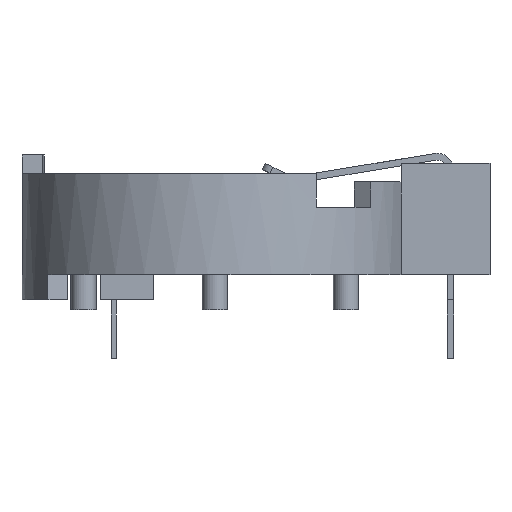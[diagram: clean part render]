
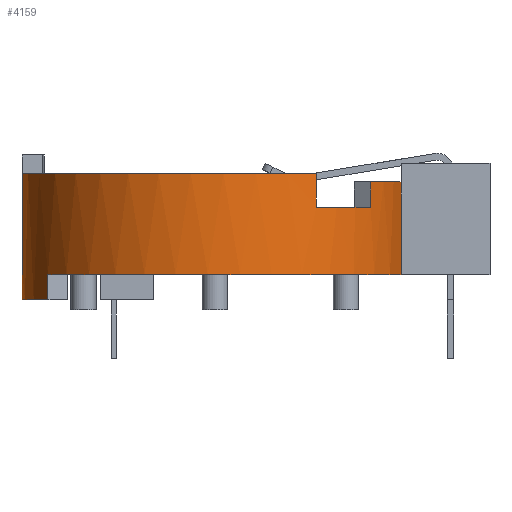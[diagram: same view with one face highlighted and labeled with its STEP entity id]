
A CAD part, front view. The second image highlights one B-rep face of the part: STEP entity #4159.
In plain terms, the highlighted cylindrical face has radius 11.45 mm (diameter 22.9 mm), a partial arc.
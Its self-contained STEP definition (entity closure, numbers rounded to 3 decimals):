
#38 = VERTEX_POINT ( 'NONE', #3511 ) ;
#188 = DIRECTION ( 'NONE',  ( 0., 0., -1. ) ) ;
#334 = ORIENTED_EDGE ( 'NONE', *, *, #2737, .T. ) ;
#617 = DIRECTION ( 'NONE',  ( 0., 0., 1. ) ) ;
#704 = VECTOR ( 'NONE', #10537, 1000. ) ;
#792 = CIRCLE ( 'NONE', #12187, 11.45 ) ;
#831 = ORIENTED_EDGE ( 'NONE', *, *, #15923, .T. ) ;
#1008 = AXIS2_PLACEMENT_3D ( 'NONE', #5007, #10309, #11725 ) ;
#1123 = EDGE_CURVE ( 'NONE', #17347, #8604, #12644, .T. ) ;
#1192 = CIRCLE ( 'NONE', #2338, 11.45 ) ;
#1305 = VECTOR ( 'NONE', #2872, 1000. ) ;
#1328 = CARTESIAN_POINT ( 'NONE',  ( 6.822, -6.718, 5.5 ) ) ;
#1678 = AXIS2_PLACEMENT_3D ( 'NONE', #5807, #6204, #11688 ) ;
#1681 = LINE ( 'NONE', #5712, #14120 ) ;
#1990 = VECTOR ( 'NONE', #4692, 1000. ) ;
#2036 = CARTESIAN_POINT ( 'NONE',  ( -13.9, 0., -1.5 ) ) ;
#2338 = AXIS2_PLACEMENT_3D ( 'NONE', #12512, #15052, #13957 ) ;
#2502 = CARTESIAN_POINT ( 'NONE',  ( -2.45, 0., 0. ) ) ;
#2608 = VERTEX_POINT ( 'NONE', #11322 ) ;
#2737 = EDGE_CURVE ( 'NONE', #10544, #15292, #11281, .T. ) ;
#2811 = AXIS2_PLACEMENT_3D ( 'NONE', #3715, #16174, #11777 ) ;
#2823 = DIRECTION ( 'NONE',  ( 0., 0., 1. ) ) ;
#2872 = DIRECTION ( 'NONE',  ( 0., 0., 1. ) ) ;
#3010 = CARTESIAN_POINT ( 'NONE',  ( -12.361, -5.734, 0. ) ) ;
#3080 = EDGE_CURVE ( 'NONE', #2608, #12120, #1192, .T. ) ;
#3198 = CARTESIAN_POINT ( 'NONE',  ( -12.361, -5.734, -1.5 ) ) ;
#3275 = AXIS2_PLACEMENT_3D ( 'NONE', #6784, #4402, #8377 ) ;
#3322 = ORIENTED_EDGE ( 'NONE', *, *, #11326, .T. ) ;
#3511 = CARTESIAN_POINT ( 'NONE',  ( -13.894, -0.356, 7.1 ) ) ;
#3715 = CARTESIAN_POINT ( 'NONE',  ( -2.45, 0., 2. ) ) ;
#3873 = VERTEX_POINT ( 'NONE', #2036 ) ;
#4018 = CARTESIAN_POINT ( 'NONE',  ( -13.86, -0.956, 0. ) ) ;
#4030 = EDGE_CURVE ( 'NONE', #10544, #3873, #12163, .T. ) ;
#4148 = ORIENTED_EDGE ( 'NONE', *, *, #8562, .F. ) ;
#4159 = ADVANCED_FACE ( 'NONE', ( #6465 ), #5326, .T. ) ;
#4402 = DIRECTION ( 'NONE',  ( 0., 0., 1. ) ) ;
#4580 = VERTEX_POINT ( 'NONE', #7487 ) ;
#4592 = ORIENTED_EDGE ( 'NONE', *, *, #6083, .F. ) ;
#4692 = DIRECTION ( 'NONE',  ( 0., 0., 1. ) ) ;
#4785 = ORIENTED_EDGE ( 'NONE', *, *, #3080, .F. ) ;
#4809 = VECTOR ( 'NONE', #5828, 1000. ) ;
#5007 = CARTESIAN_POINT ( 'NONE',  ( -2.45, 0., 5.5 ) ) ;
#5191 = DIRECTION ( 'NONE',  ( -1., 0., 0. ) ) ;
#5326 = CYLINDRICAL_SURFACE ( 'NONE', #2811, 11.45 ) ;
#5603 = CARTESIAN_POINT ( 'NONE',  ( -2.45, 0., 7.1 ) ) ;
#5654 = CARTESIAN_POINT ( 'NONE',  ( 8.613, -2.95, 5.5 ) ) ;
#5671 = CARTESIAN_POINT ( 'NONE',  ( 3.59, -9.727, 6. ) ) ;
#5707 = ORIENTED_EDGE ( 'NONE', *, *, #4030, .F. ) ;
#5712 = CARTESIAN_POINT ( 'NONE',  ( 6.822, -6.718, 4. ) ) ;
#5807 = CARTESIAN_POINT ( 'NONE',  ( -2.45, 0., -1.5 ) ) ;
#5828 = DIRECTION ( 'NONE',  ( 0., 0., -1. ) ) ;
#6043 = CIRCLE ( 'NONE', #11693, 11.45 ) ;
#6083 = EDGE_CURVE ( 'NONE', #16022, #38, #792, .T. ) ;
#6204 = DIRECTION ( 'NONE',  ( 0., 0., -1. ) ) ;
#6291 = ORIENTED_EDGE ( 'NONE', *, *, #7395, .F. ) ;
#6465 = FACE_OUTER_BOUND ( 'NONE', #15252, .T. ) ;
#6784 = CARTESIAN_POINT ( 'NONE',  ( -2.45, 0., 6. ) ) ;
#6855 = ORIENTED_EDGE ( 'NONE', *, *, #1123, .T. ) ;
#6912 = CARTESIAN_POINT ( 'NONE',  ( -13.86, -0.956, 2. ) ) ;
#7046 = DIRECTION ( 'NONE',  ( 0., 0., 1. ) ) ;
#7188 = ORIENTED_EDGE ( 'NONE', *, *, #16984, .F. ) ;
#7395 = EDGE_CURVE ( 'NONE', #3873, #16805, #11155, .T. ) ;
#7435 = EDGE_CURVE ( 'NONE', #15292, #4580, #14831, .T. ) ;
#7450 = ORIENTED_EDGE ( 'NONE', *, *, #13230, .F. ) ;
#7487 = CARTESIAN_POINT ( 'NONE',  ( 8.613, -2.95, 0. ) ) ;
#7568 = CARTESIAN_POINT ( 'NONE',  ( -13.86, -0.956, 6. ) ) ;
#7583 = DIRECTION ( 'NONE',  ( 0., 0., 1. ) ) ;
#7728 = ORIENTED_EDGE ( 'NONE', *, *, #16792, .T. ) ;
#8294 = CARTESIAN_POINT ( 'NONE',  ( -13.9, 0., 0. ) ) ;
#8377 = DIRECTION ( 'NONE',  ( 1., 0., 0. ) ) ;
#8435 = CIRCLE ( 'NONE', #1008, 11.45 ) ;
#8445 = ORIENTED_EDGE ( 'NONE', *, *, #9980, .F. ) ;
#8562 = EDGE_CURVE ( 'NONE', #10671, #10420, #8435, .T. ) ;
#8604 = VERTEX_POINT ( 'NONE', #4018 ) ;
#9467 = VECTOR ( 'NONE', #7046, 1000. ) ;
#9504 = CARTESIAN_POINT ( 'NONE',  ( -13.894, -0.356, 0. ) ) ;
#9980 = EDGE_CURVE ( 'NONE', #10420, #4580, #14555, .T. ) ;
#10047 = LINE ( 'NONE', #15182, #4809 ) ;
#10309 = DIRECTION ( 'NONE',  ( 0., 0., 1. ) ) ;
#10326 = CARTESIAN_POINT ( 'NONE',  ( 6.822, -6.718, 4. ) ) ;
#10378 = ORIENTED_EDGE ( 'NONE', *, *, #7435, .T. ) ;
#10420 = VERTEX_POINT ( 'NONE', #5654 ) ;
#10537 = DIRECTION ( 'NONE',  ( 0., 0., -1. ) ) ;
#10544 = VERTEX_POINT ( 'NONE', #13071 ) ;
#10671 = VERTEX_POINT ( 'NONE', #1328 ) ;
#10945 = LINE ( 'NONE', #12455, #1305 ) ;
#11155 = LINE ( 'NONE', #16602, #1990 ) ;
#11281 = LINE ( 'NONE', #3198, #9467 ) ;
#11322 = CARTESIAN_POINT ( 'NONE',  ( 3.59, -9.727, 4. ) ) ;
#11326 = EDGE_CURVE ( 'NONE', #16022, #16805, #10047, .T. ) ;
#11400 = LINE ( 'NONE', #12992, #17496 ) ;
#11688 = DIRECTION ( 'NONE',  ( -1., 0., 0. ) ) ;
#11693 = AXIS2_PLACEMENT_3D ( 'NONE', #2502, #17382, #5191 ) ;
#11725 = DIRECTION ( 'NONE',  ( 1., 0., 0. ) ) ;
#11777 = DIRECTION ( 'NONE',  ( -1., 0., 0. ) ) ;
#12120 = VERTEX_POINT ( 'NONE', #10326 ) ;
#12163 = CIRCLE ( 'NONE', #1678, 11.45 ) ;
#12187 = AXIS2_PLACEMENT_3D ( 'NONE', #5603, #2823, #13600 ) ;
#12353 = CIRCLE ( 'NONE', #3275, 11.45 ) ;
#12452 = CARTESIAN_POINT ( 'NONE',  ( -13.9, 0., 7.1 ) ) ;
#12455 = CARTESIAN_POINT ( 'NONE',  ( -13.894, -0.356, 2. ) ) ;
#12512 = CARTESIAN_POINT ( 'NONE',  ( -2.45, 0., 4. ) ) ;
#12644 = LINE ( 'NONE', #6912, #16125 ) ;
#12739 = CARTESIAN_POINT ( 'NONE',  ( -2.45, 0., 0. ) ) ;
#12992 = CARTESIAN_POINT ( 'NONE',  ( 3.59, -9.727, 4. ) ) ;
#13043 = VERTEX_POINT ( 'NONE', #5671 ) ;
#13071 = CARTESIAN_POINT ( 'NONE',  ( -12.361, -5.734, -1.5 ) ) ;
#13073 = EDGE_CURVE ( 'NONE', #2608, #13043, #11400, .T. ) ;
#13230 = EDGE_CURVE ( 'NONE', #17347, #13043, #12353, .T. ) ;
#13308 = CARTESIAN_POINT ( 'NONE',  ( 8.613, -2.95, 2. ) ) ;
#13519 = VERTEX_POINT ( 'NONE', #9504 ) ;
#13600 = DIRECTION ( 'NONE',  ( 1., 0., 0. ) ) ;
#13708 = DIRECTION ( 'NONE',  ( 0., 0., 1. ) ) ;
#13932 = DIRECTION ( 'NONE',  ( 1., 0., 0. ) ) ;
#13957 = DIRECTION ( 'NONE',  ( -1., 0., 0. ) ) ;
#14120 = VECTOR ( 'NONE', #13708, 1000. ) ;
#14233 = AXIS2_PLACEMENT_3D ( 'NONE', #12739, #617, #13932 ) ;
#14555 = LINE ( 'NONE', #13308, #704 ) ;
#14831 = CIRCLE ( 'NONE', #14233, 11.45 ) ;
#15052 = DIRECTION ( 'NONE',  ( 0., 0., 1. ) ) ;
#15182 = CARTESIAN_POINT ( 'NONE',  ( -13.9, 0., 2. ) ) ;
#15252 = EDGE_LOOP ( 'NONE', ( #4592, #3322, #6291, #5707, #334, #10378, #8445, #4148, #7188, #4785, #15709, #7450, #6855, #831, #7728 ) ) ;
#15292 = VERTEX_POINT ( 'NONE', #3010 ) ;
#15709 = ORIENTED_EDGE ( 'NONE', *, *, #13073, .T. ) ;
#15923 = EDGE_CURVE ( 'NONE', #8604, #13519, #6043, .T. ) ;
#16022 = VERTEX_POINT ( 'NONE', #12452 ) ;
#16125 = VECTOR ( 'NONE', #188, 1000. ) ;
#16174 = DIRECTION ( 'NONE',  ( 0., 0., -1. ) ) ;
#16602 = CARTESIAN_POINT ( 'NONE',  ( -13.9, 0., -1.5 ) ) ;
#16792 = EDGE_CURVE ( 'NONE', #13519, #38, #10945, .T. ) ;
#16805 = VERTEX_POINT ( 'NONE', #8294 ) ;
#16984 = EDGE_CURVE ( 'NONE', #12120, #10671, #1681, .T. ) ;
#17347 = VERTEX_POINT ( 'NONE', #7568 ) ;
#17382 = DIRECTION ( 'NONE',  ( 0., 0., -1. ) ) ;
#17496 = VECTOR ( 'NONE', #7583, 1000. ) ;
